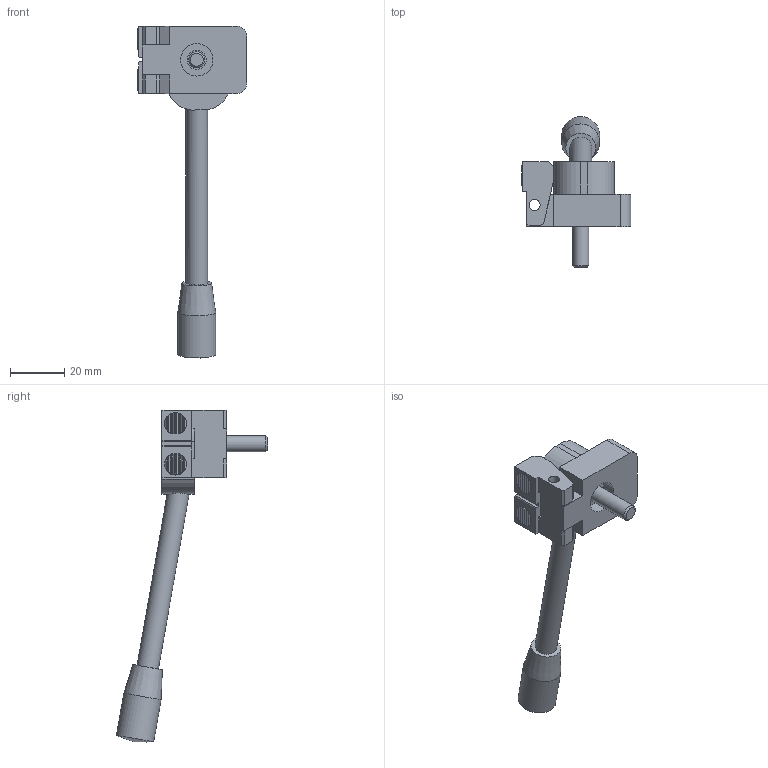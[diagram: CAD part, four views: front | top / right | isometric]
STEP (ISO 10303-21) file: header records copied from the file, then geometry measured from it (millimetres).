
FILE_DESCRIPTION( ( 'STEP AP214' ), '1' );
FILE_NAME( 'K0035.006015_0.stp', '2020-11-24T15:15:16', ( '' ), ( '' ), ' ', 'PARTsolutions', ' ' );
FILE_SCHEMA( ( 'AUTOMOTIVE_DESIGN { 1 0 10303 214 1 1 1 1 }' ) );
Length unit declared in the file: millimetre
Products named in the file (1): _K0035.006015_0
Bounding box: 40.5 x 55.81 x 122.56 mm (x, y, z)
Volume: 27689.7 mm3; surface area: 10706.4 mm2
Topology: 1 solids, 1 shells, 139 faces, 326 edges, 194 vertices
Faces by surface type: plane 92, cylinder 43, cone 2, bspline 1, torus 1
Full cylindrical faces by diameter (mm): 4 x1, 6 x1, 7 x1, 8 x1, 10.3 x1, 10.5 x1, 12 x1, 14 x1, 18 x1
Entity records: 5058 total; most frequent: CARTESIAN_POINT 723, DIRECTION 707, ORIENTED_EDGE 624, EDGE_CURVE 312, AXIS2_PLACEMENT_3D 258, VERTEX_POINT 194, LINE 191, VECTOR 191
